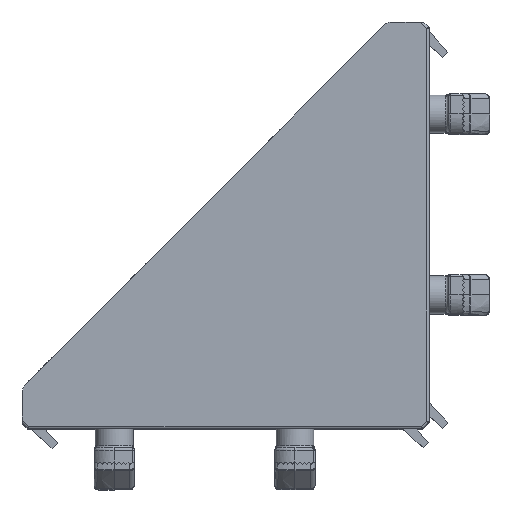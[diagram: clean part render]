
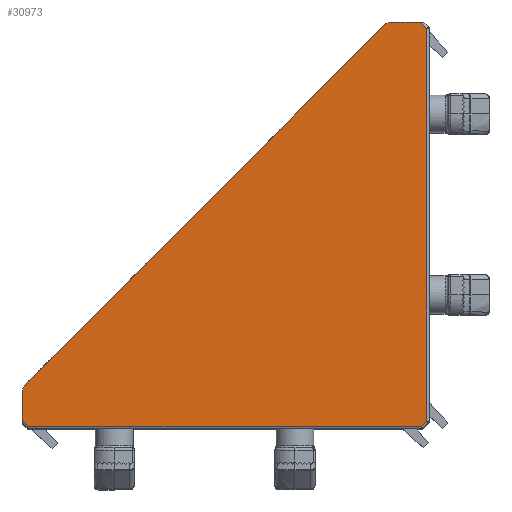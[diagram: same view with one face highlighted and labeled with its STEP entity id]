
A CAD part, top view. The second image highlights one B-rep face of the part: STEP entity #30973.
In plain terms, the highlighted planar face has unit normal (0.012, -0.012, 1).
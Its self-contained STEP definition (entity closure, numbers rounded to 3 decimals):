
#1775=ELLIPSE('',#32977,2.,2.);
#1776=ELLIPSE('',#32978,2.,2.);
#2193=PLANE('',#32976);
#4570=LINE('',#45485,#6548);
#4676=LINE('',#47896,#6654);
#4677=LINE('',#47898,#6655);
#4678=LINE('',#47903,#6656);
#4679=LINE('',#47904,#6657);
#4680=LINE('',#47905,#6658);
#4681=LINE('',#47906,#6659);
#4682=LINE('',#47907,#6660);
#6548=VECTOR('',#36289,1000.);
#6654=VECTOR('',#36541,1000.);
#6655=VECTOR('',#36542,1000.);
#6656=VECTOR('',#36547,1000.);
#6657=VECTOR('',#36548,1000.);
#6658=VECTOR('',#36549,1000.);
#6659=VECTOR('',#36550,1000.);
#6660=VECTOR('',#36551,1000.);
#8630=FACE_OUTER_BOUND('',#10497,.T.);
#10497=EDGE_LOOP('',(#21852,#21853,#21854,#21855,#21856,#21857,#21858,#21859,
#21860,#21861));
#13590=VERTEX_POINT('',#44289);
#13593=VERTEX_POINT('',#44296);
#13596=VERTEX_POINT('',#44303);
#13599=VERTEX_POINT('',#44310);
#13746=VERTEX_POINT('',#45479);
#13748=VERTEX_POINT('',#45483);
#13895=VERTEX_POINT('',#47895);
#13896=VERTEX_POINT('',#47897);
#13897=VERTEX_POINT('',#47900);
#13898=VERTEX_POINT('',#47902);
#16742=EDGE_CURVE('',#13746,#13748,#4570,.T.);
#16934=EDGE_CURVE('',#13590,#13895,#4676,.T.);
#16935=EDGE_CURVE('',#13895,#13896,#4677,.T.);
#16936=EDGE_CURVE('',#13896,#13746,#1775,.T.);
#16937=EDGE_CURVE('',#13748,#13897,#1776,.T.);
#16938=EDGE_CURVE('',#13897,#13898,#4678,.T.);
#16939=EDGE_CURVE('',#13898,#13599,#4679,.T.);
#16940=EDGE_CURVE('',#13599,#13596,#4680,.T.);
#16941=EDGE_CURVE('',#13596,#13593,#4681,.T.);
#16942=EDGE_CURVE('',#13593,#13590,#4682,.T.);
#21852=ORIENTED_EDGE('',*,*,#16934,.T.);
#21853=ORIENTED_EDGE('',*,*,#16935,.T.);
#21854=ORIENTED_EDGE('',*,*,#16936,.T.);
#21855=ORIENTED_EDGE('',*,*,#16742,.T.);
#21856=ORIENTED_EDGE('',*,*,#16937,.T.);
#21857=ORIENTED_EDGE('',*,*,#16938,.T.);
#21858=ORIENTED_EDGE('',*,*,#16939,.T.);
#21859=ORIENTED_EDGE('',*,*,#16940,.T.);
#21860=ORIENTED_EDGE('',*,*,#16941,.T.);
#21861=ORIENTED_EDGE('',*,*,#16942,.T.);
#30973=ADVANCED_FACE('',(#8630),#2193,.T.);
#32976=AXIS2_PLACEMENT_3D('',#47894,#36539,#36540);
#32977=AXIS2_PLACEMENT_3D('',#47899,#36543,#36544);
#32978=AXIS2_PLACEMENT_3D('',#47901,#36545,#36546);
#36289=DIRECTION('',(-0.707,-0.707,0.));
#36539=DIRECTION('center_axis',(0.012,-0.012,
1.));
#36540=DIRECTION('ref_axis',(1.,0.,-0.012));
#36541=DIRECTION('',(-0.707,0.707,0.017));
#36542=DIRECTION('',(-1.,0.,0.012));
#36543=DIRECTION('center_axis',(0.012,-0.012,
1.));
#36544=DIRECTION('ref_axis',(-0.707,0.707,0.017));
#36545=DIRECTION('center_axis',(0.012,-0.012,
1.));
#36546=DIRECTION('ref_axis',(-0.707,0.707,0.017));
#36547=DIRECTION('',(0.,-1.,-0.012));
#36548=DIRECTION('',(0.707,-0.707,-0.017));
#36549=DIRECTION('',(1.,0.,-0.012));
#36550=DIRECTION('',(0.707,0.707,0.));
#36551=DIRECTION('',(0.,1.,0.012));
#44289=CARTESIAN_POINT('',(-0.494,84.64,43.881));
#44296=CARTESIAN_POINT('',(-0.494,1.615,42.857));
#44303=CARTESIAN_POINT('',(-1.615,0.494,42.857));
#44310=CARTESIAN_POINT('',(-84.64,0.494,43.881));
#45479=CARTESIAN_POINT('',(-9.338,85.414,44.));
#45483=CARTESIAN_POINT('',(-85.414,9.338,44.));
#45485=CARTESIAN_POINT('',(-9.338,85.414,44.));
#47894=CARTESIAN_POINT('Origin',(-9.338,85.414,44.));
#47895=CARTESIAN_POINT('',(-1.854,86.,43.915));
#47896=CARTESIAN_POINT('',(-0.494,84.64,43.881));
#47897=CARTESIAN_POINT('',(-7.924,86.,43.99));
#47898=CARTESIAN_POINT('',(-9.338,86.,44.007));
#47899=CARTESIAN_POINT('Origin',(-7.924,84.,43.965));
#47900=CARTESIAN_POINT('',(-86.,7.924,43.99));
#47901=CARTESIAN_POINT('Origin',(-84.,7.924,43.965));
#47902=CARTESIAN_POINT('',(-86.,1.854,43.915));
#47903=CARTESIAN_POINT('',(-86.,7.924,43.99));
#47904=CARTESIAN_POINT('',(-86.,1.854,43.915));
#47905=CARTESIAN_POINT('',(-9.351,0.494,42.952));
#47906=CARTESIAN_POINT('',(-1.615,0.494,42.857));
#47907=CARTESIAN_POINT('',(-0.494,1.615,42.857));
